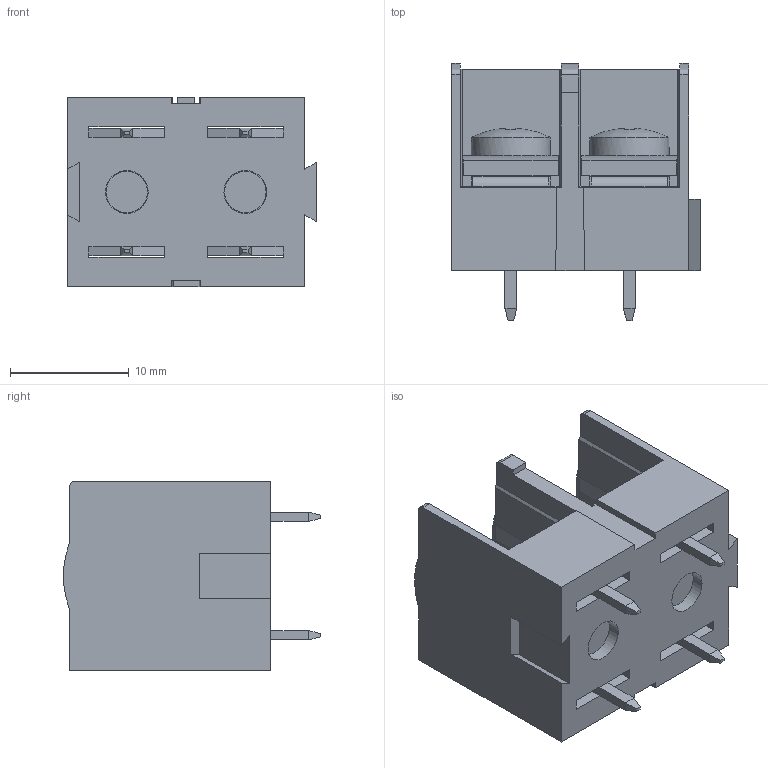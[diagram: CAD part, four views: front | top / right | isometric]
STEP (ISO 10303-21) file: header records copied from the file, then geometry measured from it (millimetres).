
FILE_DESCRIPTION(('STEP AP214'),'1');
FILE_NAME('MT212-10-C.stp','2021-05-12T12:35:06',(' '),(' '),'Spatial InterOp 3D',' ',' ');
FILE_SCHEMA(('automotive_design'));
Length unit declared in the file: metre
Products named in the file (1): 1
Bounding box: 21 x 21.68 x 16 mm (x, y, z)
Volume: 3239.4 mm3; surface area: 3890.9 mm2
Topology: 1 solids, 1 shells, 326 faces, 919 edges, 592 vertices
Faces by surface type: plane 274, cylinder 44, bspline 4, extrusion 2, cone 2
Full cylindrical faces by diameter (mm): 3.3 x2, 3.5 x4, 3.6 x2, 6.7 x2
Entity records: 13154 total; most frequent: CARTESIAN_POINT 2242, ORIENTED_EDGE 1794, DIRECTION 1589, EDGE_CURVE 897, VECTOR 755, LINE 753, VERTEX_POINT 582, AXIS2_PLACEMENT_3D 417
